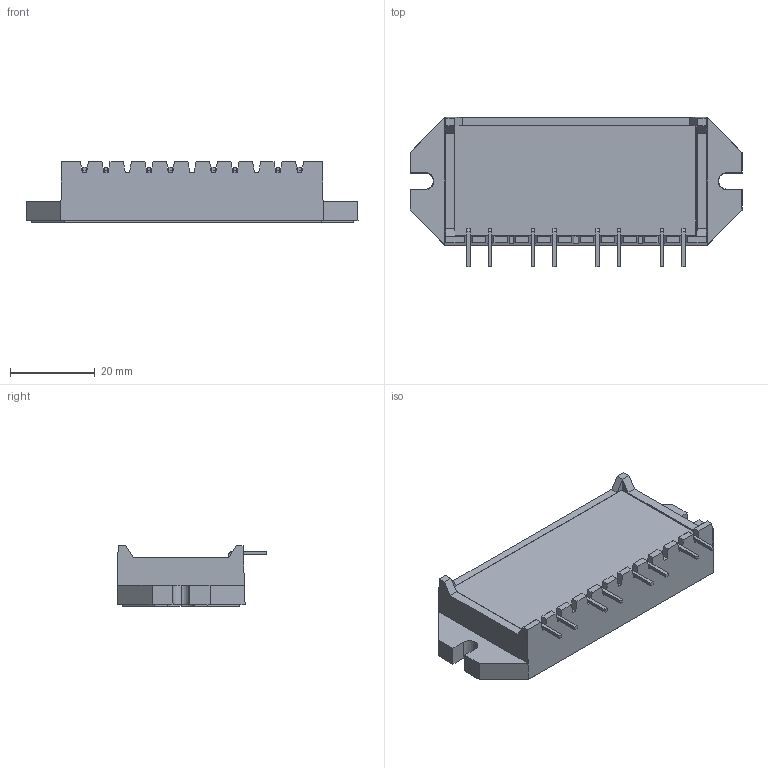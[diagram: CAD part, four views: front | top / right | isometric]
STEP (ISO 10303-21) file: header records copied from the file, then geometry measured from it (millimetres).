
FILE_DESCRIPTION (( 'STEP AP214' ), '1' );
FILE_NAME ('101505.STEP', '2011-08-18T22:04:27', ( 'LALo' ), ( 'Edi Foundation' ), 'SwSTEP 2.0', 'SolidWorks 2011', '' );
FILE_SCHEMA (( 'AUTOMOTIVE_DESIGN' ));
Length unit declared in the file: inch
Products named in the file (1): 101505
Bounding box: 78.38 x 35.38 x 14.38 mm (x, y, z)
Surface area: 14973.9 mm2 (no closed solid volume)
Topology: 0 solids, 198 shells, 198 faces, 1044 edges, 1044 vertices
Faces by surface type: plane 181, cone 9, cylinder 8
Entity records: 12049 total; most frequent: CARTESIAN_POINT 3397, DIRECTION 1212, ORIENTED_EDGE 1044, VERTEX_POINT 1044, EDGE_CURVE 1044, LINE 746, VECTOR 746, B_SPLINE_CURVE_WITH_KNOTS 264
